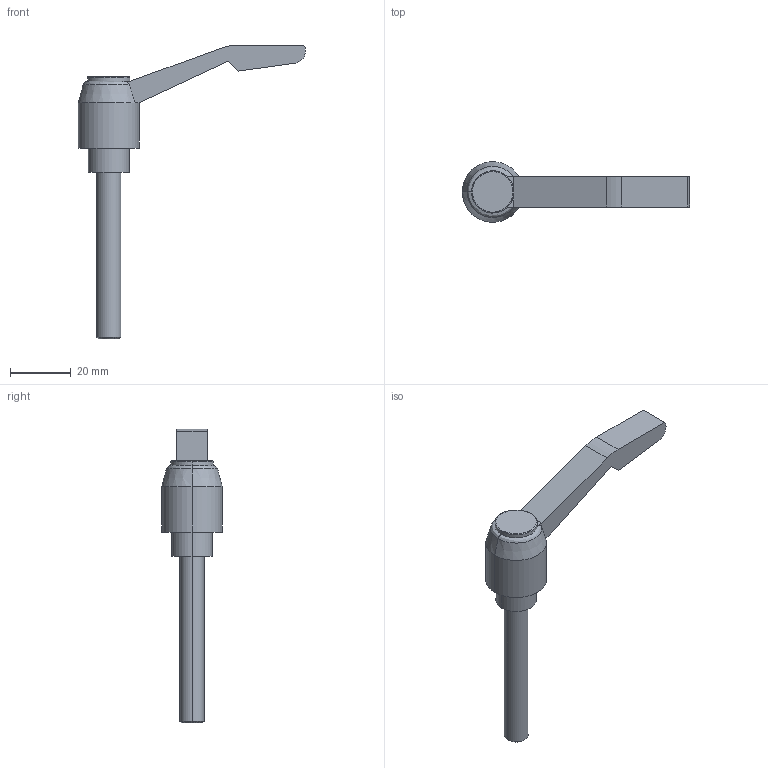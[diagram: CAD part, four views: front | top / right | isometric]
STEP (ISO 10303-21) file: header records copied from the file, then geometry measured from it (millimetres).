
FILE_DESCRIPTION (( 'STEP AP203' ), '1' );
FILE_NAME ('3_842_516_848_Bosch.step', '2024-06-10T06:46:09', ( '' ), ( '' ), 'SwSTEP 2.0', 'SolidWorks 2014', '' );
FILE_SCHEMA (( 'CONFIG_CONTROL_DESIGN' ));
Length unit declared in the file: millimetre
Products named in the file (1): 3_842_516_848_Bosch
Bounding box: 74.97 x 20 x 97 mm (x, y, z)
Volume: 14470.4 mm3; surface area: 5571.6 mm2
Topology: 1 solids, 1 shells, 34 faces, 75 edges, 45 vertices
Faces by surface type: plane 15, cylinder 11, bspline 4, cone 4
Entity records: 1073 total; most frequent: CARTESIAN_POINT 249, DIRECTION 164, ORIENTED_EDGE 150, EDGE_CURVE 75, AXIS2_PLACEMENT_3D 64, VERTEX_POINT 45, LINE 36, EDGE_LOOP 36
